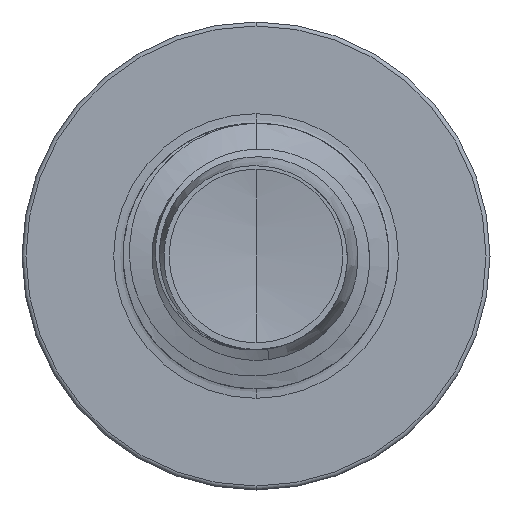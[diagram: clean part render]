
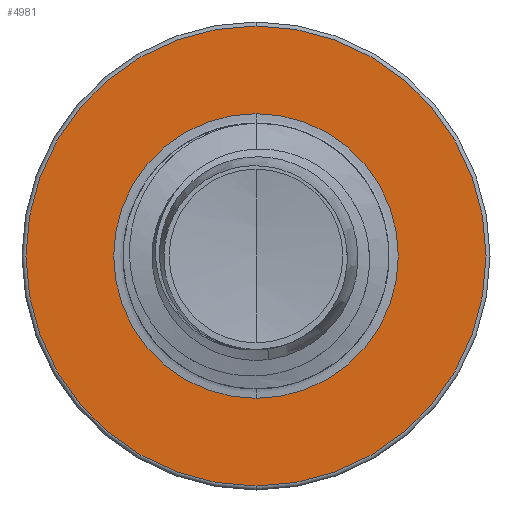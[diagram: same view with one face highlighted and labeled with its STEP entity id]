
A CAD part, front view. The second image highlights one B-rep face of the part: STEP entity #4981.
In plain terms, the highlighted planar face has unit normal (0, -1, 0).
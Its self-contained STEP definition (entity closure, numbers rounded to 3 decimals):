
#272 = CARTESIAN_POINT ( 'NONE',  ( 0., 12.5, 0. ) ) ;
#608 = VERTEX_POINT ( 'NONE', #773 ) ;
#773 = CARTESIAN_POINT ( 'NONE',  ( 0., 12.5, 4.325 ) ) ;
#1043 = CIRCLE ( 'NONE', #17741, 2.677 ) ;
#1858 = DIRECTION ( 'NONE',  ( 0., 1., 0. ) ) ;
#2352 = DIRECTION ( 'NONE',  ( 0., 0., 1. ) ) ;
#4318 = ORIENTED_EDGE ( 'NONE', *, *, #10632, .F. ) ;
#4981 = ADVANCED_FACE ( 'NONE', ( #10156, #5681 ), #14359, .F. ) ;
#5681 = FACE_BOUND ( 'NONE', #9011, .T. ) ;
#6592 = AXIS2_PLACEMENT_3D ( 'NONE', #7274, #19495, #9204 ) ;
#7274 = CARTESIAN_POINT ( 'NONE',  ( 0., 12.5, 0. ) ) ;
#7335 = DIRECTION ( 'NONE',  ( 0., 1., 0. ) ) ;
#8608 = VERTEX_POINT ( 'NONE', #13925 ) ;
#8940 = CIRCLE ( 'NONE', #6592, 2.677 ) ;
#9011 = EDGE_LOOP ( 'NONE', ( #16645, #18832 ) ) ;
#9204 = DIRECTION ( 'NONE',  ( 0., 0., 1. ) ) ;
#9899 = VERTEX_POINT ( 'NONE', #21603 ) ;
#10156 = FACE_OUTER_BOUND ( 'NONE', #20625, .T. ) ;
#10351 = EDGE_CURVE ( 'NONE', #9899, #8608, #8940, .T. ) ;
#10583 = CARTESIAN_POINT ( 'NONE',  ( 0., 12.5, -4.325 ) ) ;
#10632 = EDGE_CURVE ( 'NONE', #17257, #608, #13145, .T. ) ;
#11478 = CIRCLE ( 'NONE', #19713, 4.325 ) ;
#13024 = CARTESIAN_POINT ( 'NONE',  ( 0., 12.5, 0. ) ) ;
#13145 = CIRCLE ( 'NONE', #13920, 4.325 ) ;
#13465 = DIRECTION ( 'NONE',  ( 0., 1., 0. ) ) ;
#13920 = AXIS2_PLACEMENT_3D ( 'NONE', #272, #13465, #2352 ) ;
#13925 = CARTESIAN_POINT ( 'NONE',  ( 0., 12.5, -2.677 ) ) ;
#14039 = AXIS2_PLACEMENT_3D ( 'NONE', #14378, #14332, #14302 ) ;
#14302 = DIRECTION ( 'NONE',  ( 0., 0., 1. ) ) ;
#14332 = DIRECTION ( 'NONE',  ( 0., 1., 0. ) ) ;
#14359 = PLANE ( 'NONE',  #14039 ) ;
#14378 = CARTESIAN_POINT ( 'NONE',  ( 0., 12.5, -2.677 ) ) ;
#14641 = ORIENTED_EDGE ( 'NONE', *, *, #19783, .F. ) ;
#14739 = DIRECTION ( 'NONE',  ( 0., 0., 1. ) ) ;
#16645 = ORIENTED_EDGE ( 'NONE', *, *, #10351, .T. ) ;
#17257 = VERTEX_POINT ( 'NONE', #10583 ) ;
#17741 = AXIS2_PLACEMENT_3D ( 'NONE', #13024, #1858, #14739 ) ;
#17862 = CARTESIAN_POINT ( 'NONE',  ( 0., 12.5, 0. ) ) ;
#18832 = ORIENTED_EDGE ( 'NONE', *, *, #22652, .T. ) ;
#19495 = DIRECTION ( 'NONE',  ( 0., 1., 0. ) ) ;
#19548 = DIRECTION ( 'NONE',  ( 0., 0., 1. ) ) ;
#19713 = AXIS2_PLACEMENT_3D ( 'NONE', #17862, #7335, #19548 ) ;
#19783 = EDGE_CURVE ( 'NONE', #608, #17257, #11478, .T. ) ;
#20625 = EDGE_LOOP ( 'NONE', ( #14641, #4318 ) ) ;
#21603 = CARTESIAN_POINT ( 'NONE',  ( 0., 12.5, 2.677 ) ) ;
#22652 = EDGE_CURVE ( 'NONE', #8608, #9899, #1043, .T. ) ;
